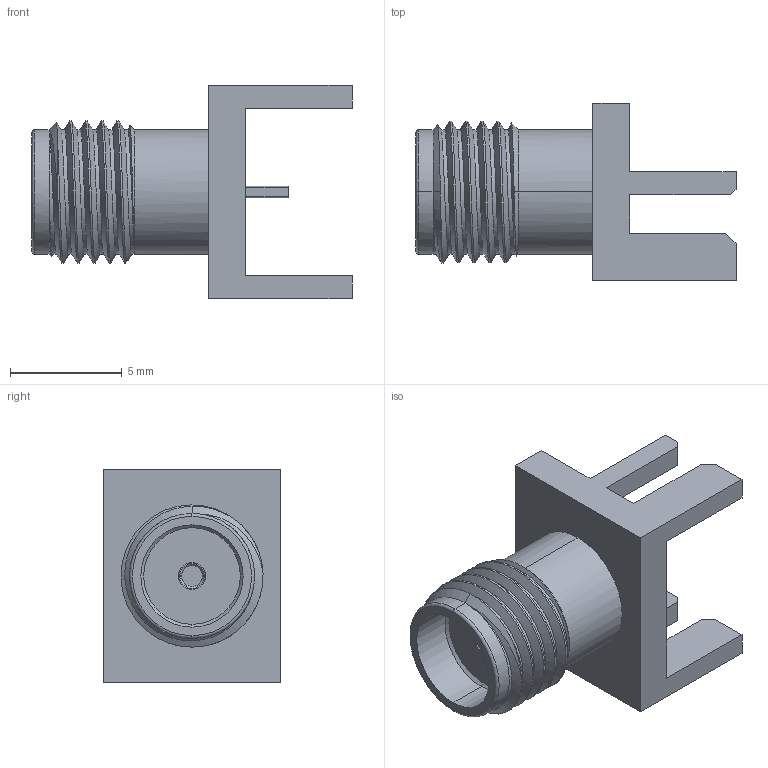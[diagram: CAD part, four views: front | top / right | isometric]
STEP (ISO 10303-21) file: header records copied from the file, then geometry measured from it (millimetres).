
FILE_DESCRIPTION (( 'STEP AP214' ), '1' );
FILE_NAME ('FMCN5203_3D.step', '2024-07-31T17:09:40', ( '' ), ( '' ), 'SwSTEP 2.0', 'SolidWorks 2022', '' );
FILE_SCHEMA (( 'AUTOMOTIVE_DESIGN' ));
Length unit declared in the file: inch
Products named in the file (1): FMCN5203_3D
Bounding box: 14.3 x 7.92 x 9.52 mm (x, y, z)
Volume: 324.8 mm3; surface area: 529.9 mm2
Topology: 1 solids, 1 shells, 83 faces, 213 edges, 138 vertices
Faces by surface type: plane 40, cylinder 27, cone 11, bspline 3, torus 2
Entity records: 3610 total; most frequent: CARTESIAN_POINT 1621, ORIENTED_EDGE 426, DIRECTION 383, EDGE_CURVE 213, VERTEX_POINT 138, AXIS2_PLACEMENT_3D 131, VECTOR 121, LINE 121
